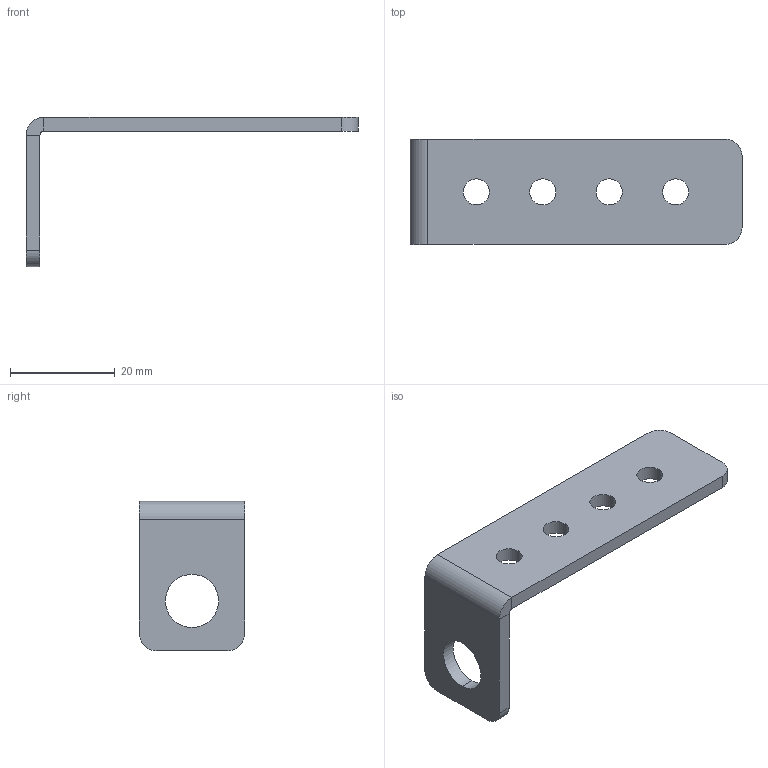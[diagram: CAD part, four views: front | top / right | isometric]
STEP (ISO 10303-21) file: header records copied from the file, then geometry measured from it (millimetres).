
FILE_DESCRIPTION (( 'STEP AP214' ), '1' );
FILE_NAME ('599-24-season-DT-P-2005.STEP', '2024-01-31T00:47:46', ( '' ), ( '' ), 'SwSTEP 2.0', 'SolidWorks 2023', '' );
FILE_SCHEMA (( 'AUTOMOTIVE_DESIGN' ));
Length unit declared in the file: inch
Products named in the file (1): 599-24-season-DT-P-2005
Bounding box: 63.5 x 20.12 x 28.57 mm (x, y, z)
Volume: 4301.7 mm3; surface area: 4042.7 mm2
Topology: 1 solids, 1 shells, 28 faces, 70 edges, 44 vertices
Faces by surface type: cylinder 16, plane 12
Entity records: 889 total; most frequent: DIRECTION 160, CARTESIAN_POINT 143, ORIENTED_EDGE 140, EDGE_CURVE 70, AXIS2_PLACEMENT_3D 61, VERTEX_POINT 44, EDGE_LOOP 38, LINE 38
